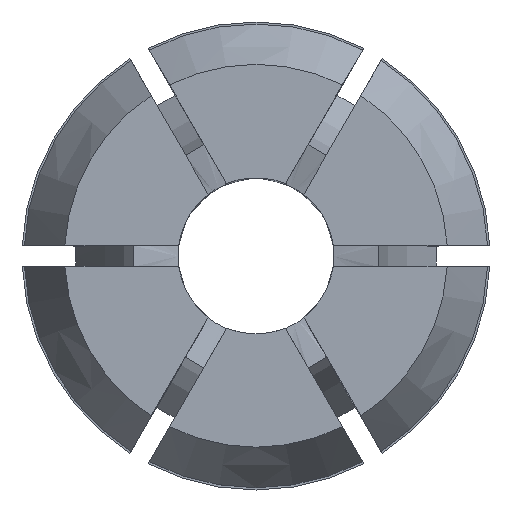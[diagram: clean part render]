
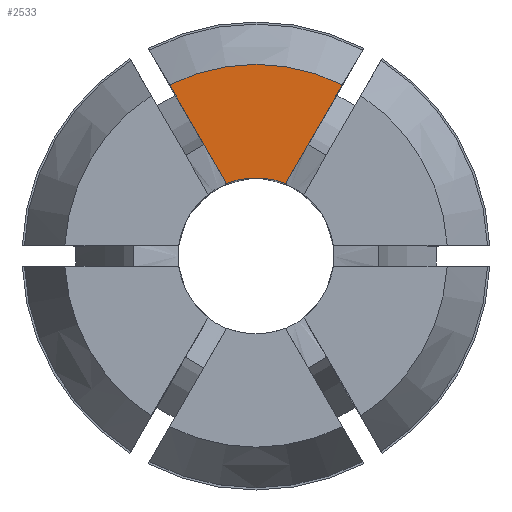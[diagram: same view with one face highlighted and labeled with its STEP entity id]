
A CAD part, top view. The second image highlights one B-rep face of the part: STEP entity #2533.
In plain terms, the highlighted planar face has unit normal (0, 0, 1).
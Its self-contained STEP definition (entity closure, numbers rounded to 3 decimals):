
#82 = EDGE_CURVE ( 'NONE', #3037, #181, #924, .T. ) ;
#116 = VECTOR ( 'NONE', #1987, 1000. ) ;
#172 = AXIS2_PLACEMENT_3D ( 'NONE', #2374, #1597, #779 ) ;
#181 = VERTEX_POINT ( 'NONE', #202 ) ;
#202 = CARTESIAN_POINT ( 'NONE',  ( 2.075, 5.094, 40. ) ) ;
#526 = AXIS2_PLACEMENT_3D ( 'NONE', #758, #1285, #2355 ) ;
#652 = EDGE_CURVE ( 'NONE', #3247, #1711, #3197, .T. ) ;
#758 = CARTESIAN_POINT ( 'NONE',  ( 0., 0., 40. ) ) ;
#779 = DIRECTION ( 'NONE',  ( 1., 0., 0. ) ) ;
#904 = FACE_OUTER_BOUND ( 'NONE', #2859, .T. ) ;
#905 = ORIENTED_EDGE ( 'NONE', *, *, #2064, .F. ) ;
#924 = LINE ( 'NONE', #2768, #116 ) ;
#1131 = VECTOR ( 'NONE', #2142, 1000. ) ;
#1285 = DIRECTION ( 'NONE',  ( 0., 0., -1. ) ) ;
#1353 = CARTESIAN_POINT ( 'NONE',  ( -2.075, 5.094, 40. ) ) ;
#1597 = DIRECTION ( 'NONE',  ( 0., 0., 1. ) ) ;
#1602 = EDGE_CURVE ( 'NONE', #3247, #3037, #2325, .T. ) ;
#1652 = CARTESIAN_POINT ( 'NONE',  ( 0., 0., 40. ) ) ;
#1711 = VERTEX_POINT ( 'NONE', #1353 ) ;
#1930 = ORIENTED_EDGE ( 'NONE', *, *, #652, .T. ) ;
#1987 = DIRECTION ( 'NONE',  ( -0.5, -0.866, 0. ) ) ;
#2027 = CARTESIAN_POINT ( 'NONE',  ( 6.09, 12.048, 40. ) ) ;
#2032 = CIRCLE ( 'NONE', #3371, 5.5 ) ;
#2064 = EDGE_CURVE ( 'NONE', #181, #1711, #2032, .T. ) ;
#2142 = DIRECTION ( 'NONE',  ( 0.5, -0.866, 0. ) ) ;
#2155 = CARTESIAN_POINT ( 'NONE',  ( -5.196, 10.5, 40. ) ) ;
#2269 = ORIENTED_EDGE ( 'NONE', *, *, #1602, .F. ) ;
#2325 = CIRCLE ( 'NONE', #526, 13.499 ) ;
#2332 = ORIENTED_EDGE ( 'NONE', *, *, #82, .F. ) ;
#2355 = DIRECTION ( 'NONE',  ( -1., 0., 0. ) ) ;
#2374 = CARTESIAN_POINT ( 'NONE',  ( 0., 13.499, 40. ) ) ;
#2447 = CARTESIAN_POINT ( 'NONE',  ( -6.09, 12.048, 40. ) ) ;
#2533 = ADVANCED_FACE ( 'NONE', ( #904 ), #3202, .T. ) ;
#2694 = DIRECTION ( 'NONE',  ( 1., 0., 0. ) ) ;
#2768 = CARTESIAN_POINT ( 'NONE',  ( 5.196, 10.5, 40. ) ) ;
#2859 = EDGE_LOOP ( 'NONE', ( #2269, #1930, #905, #2332 ) ) ;
#2975 = DIRECTION ( 'NONE',  ( 0., 0., 1. ) ) ;
#3037 = VERTEX_POINT ( 'NONE', #2027 ) ;
#3197 = LINE ( 'NONE', #2155, #1131 ) ;
#3202 = PLANE ( 'NONE',  #172 ) ;
#3247 = VERTEX_POINT ( 'NONE', #2447 ) ;
#3371 = AXIS2_PLACEMENT_3D ( 'NONE', #1652, #2975, #2694 ) ;
